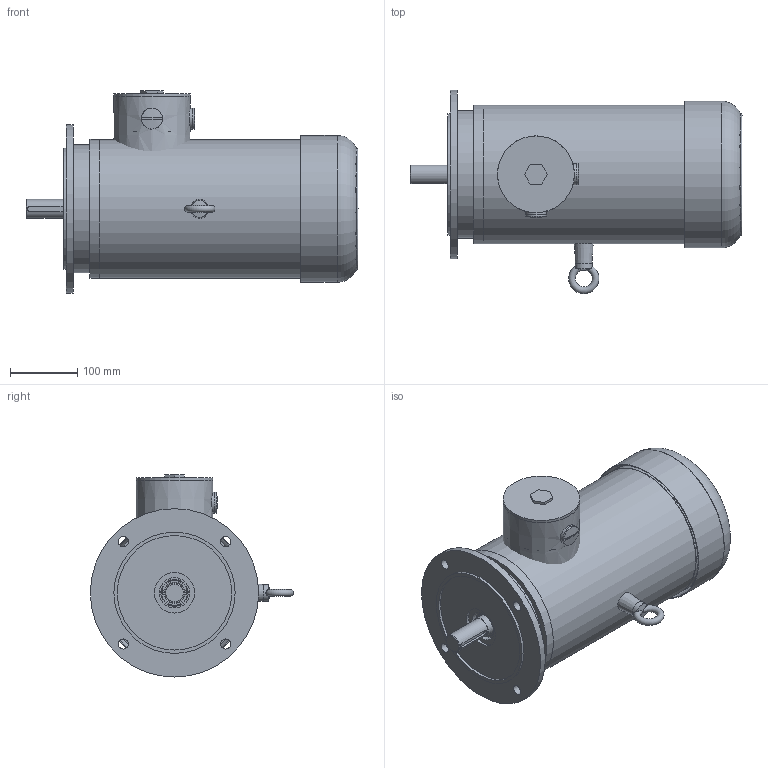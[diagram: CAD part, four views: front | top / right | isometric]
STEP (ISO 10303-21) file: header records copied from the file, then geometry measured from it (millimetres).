
FILE_DESCRIPTION(('Bauteilbeschreibung','HiCAD-Model','HiCAD-STEP-TRANSLATION','Bauteilbeschreibung'),'2;1');
FILE_NAME('TEFC 112M-4 IMB5 FF215.STP','2011-10-05T13:51:51+00:00',('Konstrukteur'),('Konstrukteur Firma GmbH'),' HiCAD 2010, Step 1502.0 ','HiCAD 2010','confidential');
FILE_SCHEMA(('AUTOMOTIVE_DESIGN { 1 2 10303 214 0 1 1 1 }'));
Length unit declared in the file: millimetre
Products named in the file (24): TEFC 112M_4  IMB5 FF215; TEFC 112M_2  IMB5  FF215; ROTATIONSTEIL_0; TEIL; DIN 625 _ 6206_KUGELLAGER_0; DIN062500062060KUGELLAGER00; M10 DIN 580_SCHRAUBEN VERSCHIE; VERSCHRAUBUNG M25; ROTATIONSTEIL00; VERSCHRAUBUNG0M25; ROTATIONSTEIL000; ROTATIONSTEIL_1; KLEMMKASTEN _114; ROTATIONSTEIL001; NORMTEILGRUPPE _0; DIN 1587_M8_6_HUTMUTTERN_0; DIN015870M8060HUTMUTTERN00; DIN015870M8060HUTMUTTERN000; DIN015870M8060HUTMUTTERN001; ROTATIONSTEIL002; TEFC 112 M_4  IMB5  FLANSCH; ROTATIONSTEIL003; REKO; TEIL0
Assembly tree (23 placements, depth 3):
  TEFC 112M_4  IMB5 FF215
    TEFC 112M_2  IMB5  FF215
      ROTATIONSTEIL_0
      TEIL
    DIN 625 _ 6206_KUGELLAGER_0
    DIN062500062060KUGELLAGER00
    M10 DIN 580_SCHRAUBEN VERSCHIE
    VERSCHRAUBUNG M25
      ROTATIONSTEIL00
    VERSCHRAUBUNG0M25
      ROTATIONSTEIL000
    ROTATIONSTEIL_1
    KLEMMKASTEN _114
      ROTATIONSTEIL001
    NORMTEILGRUPPE _0
      DIN 1587_M8_6_HUTMUTTERN_0
      DIN015870M8060HUTMUTTERN00
      DIN015870M8060HUTMUTTERN000
      DIN015870M8060HUTMUTTERN001
    ROTATIONSTEIL002
    TEFC 112 M_4  IMB5  FLANSCH
      ROTATIONSTEIL003
    REKO
      TEIL0
Bounding box: 493 x 301.97 x 300 mm (x, y, z)
Volume: 2331759.2 mm3; surface area: 1031408.4 mm2
Topology: 19 solids, 19 shells, 419 faces, 964 edges, 628 vertices
Faces by surface type: plane 176, cylinder 169, cone 38, torus 28, sphere 8
Full cylindrical faces by diameter (mm): 8 x4, 8.16 x2, 8.5 x4, 10 x2, 12 x4, 12.5 x4, 15 x4, 25 x5, 26.6 x1, 27 x1, 28 x3, 30 x4, 31 x4, 37 x2, 38.48 x4, 40.432 x4, 44 x1, 45 x1, 51.568 x4, 53.52 x4, 57 x1, 60 x1, 62 x3, 64 x1, 72 x2, 96 x1, 101 x1, 102 x1, 104 x1, 105 x1
Entity records: 18879 total; most frequent: CARTESIAN_POINT 5723, DIRECTION 1986, ORIENTED_EDGE 1484, AXIS2_PLACEMENT_3D 866, EDGE_CURVE 742, COLOUR_RGB 726, PRESENTATION_STYLE_ASSIGNMENT 726, EDGE_LOOP 712
